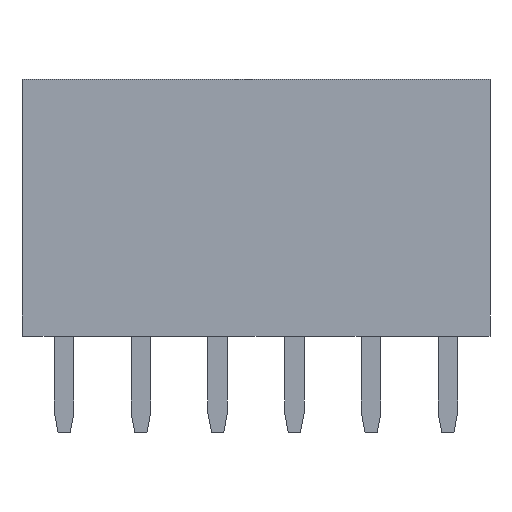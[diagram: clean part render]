
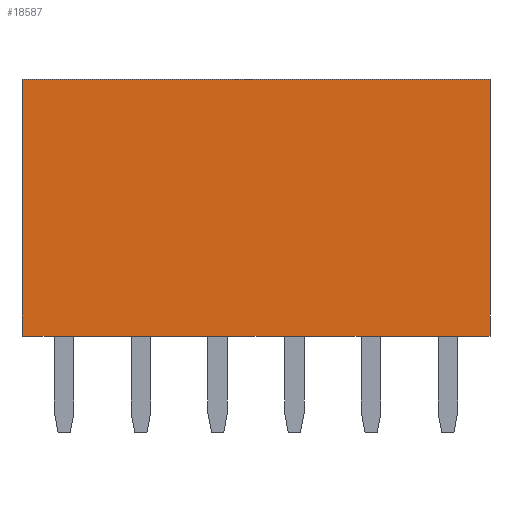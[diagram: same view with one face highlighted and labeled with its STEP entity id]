
A CAD part, front view. The second image highlights one B-rep face of the part: STEP entity #18587.
In plain terms, the highlighted planar face has unit normal (0, -1, 0).
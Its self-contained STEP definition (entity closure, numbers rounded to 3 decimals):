
#8099 = PLANE('',#8100);
#8100 = AXIS2_PLACEMENT_3D('',#8101,#8102,#8103);
#8101 = CARTESIAN_POINT('',(-7.745,-1.013,0.));
#8102 = DIRECTION('',(0.,0.,-1.));
#8103 = DIRECTION('',(0.,1.,0.));
#8392 = PLANE('',#8393);
#8393 = AXIS2_PLACEMENT_3D('',#8394,#8395,#8396);
#8394 = CARTESIAN_POINT('',(-7.745,0.,8.5));
#8395 = DIRECTION('',(0.,0.,1.));
#8396 = DIRECTION('',(0.,-1.,0.));
#9475 = PLANE('',#9476);
#9476 = AXIS2_PLACEMENT_3D('',#9477,#9478,#9479);
#9477 = CARTESIAN_POINT('',(7.745,0.,4.101));
#9478 = DIRECTION('',(1.,0.,0.));
#9479 = DIRECTION('',(0.,1.,0.));
#10062 = VERTEX_POINT('',#10063);
#10063 = CARTESIAN_POINT('',(7.745,-1.25,0.));
#10084 = EDGE_CURVE('',#10085,#10062,#10087,.T.);
#10085 = VERTEX_POINT('',#10086);
#10086 = CARTESIAN_POINT('',(-7.745,-1.25,0.));
#10087 = SURFACE_CURVE('',#10088,(#10092,#10099),.PCURVE_S1.);
#10088 = LINE('',#10089,#10090);
#10089 = CARTESIAN_POINT('',(-7.745,-1.25,0.));
#10090 = VECTOR('',#10091,1.);
#10091 = DIRECTION('',(1.,0.,0.));
#10092 = PCURVE('',#8099,#10093);
#10093 = DEFINITIONAL_REPRESENTATION('',(#10094),#10098);
#10094 = LINE('',#10095,#10096);
#10095 = CARTESIAN_POINT('',(-0.238,0.));
#10096 = VECTOR('',#10097,1.);
#10097 = DIRECTION('',(0.,1.));
#10098 = ( GEOMETRIC_REPRESENTATION_CONTEXT(2) 
PARAMETRIC_REPRESENTATION_CONTEXT() REPRESENTATION_CONTEXT('2D SPACE',''
  ) );
#10099 = PCURVE('',#10100,#10105);
#10100 = PLANE('',#10101);
#10101 = AXIS2_PLACEMENT_3D('',#10102,#10103,#10104);
#10102 = CARTESIAN_POINT('',(-7.745,-1.25,4.25));
#10103 = DIRECTION('',(0.,-1.,0.));
#10104 = DIRECTION('',(0.,0.,-1.));
#10105 = DEFINITIONAL_REPRESENTATION('',(#10106),#10110);
#10106 = LINE('',#10107,#10108);
#10107 = CARTESIAN_POINT('',(4.25,0.));
#10108 = VECTOR('',#10109,1.);
#10109 = DIRECTION('',(0.,1.));
#10110 = ( GEOMETRIC_REPRESENTATION_CONTEXT(2) 
PARAMETRIC_REPRESENTATION_CONTEXT() REPRESENTATION_CONTEXT('2D SPACE',''
  ) );
#10128 = PLANE('',#10129);
#10129 = AXIS2_PLACEMENT_3D('',#10130,#10131,#10132);
#10130 = CARTESIAN_POINT('',(-7.745,0.,4.101)
  );
#10131 = DIRECTION('',(1.,0.,0.));
#10132 = DIRECTION('',(0.,1.,0.));
#17993 = VERTEX_POINT('',#17994);
#17994 = CARTESIAN_POINT('',(7.745,-1.25,8.5));
#18046 = VERTEX_POINT('',#18047);
#18047 = CARTESIAN_POINT('',(-7.745,-1.25,8.5));
#18068 = EDGE_CURVE('',#18046,#17993,#18069,.T.);
#18069 = SURFACE_CURVE('',#18070,(#18074,#18081),.PCURVE_S1.);
#18070 = LINE('',#18071,#18072);
#18071 = CARTESIAN_POINT('',(-7.745,-1.25,8.5));
#18072 = VECTOR('',#18073,1.);
#18073 = DIRECTION('',(1.,0.,0.));
#18074 = PCURVE('',#8392,#18075);
#18075 = DEFINITIONAL_REPRESENTATION('',(#18076),#18080);
#18076 = LINE('',#18077,#18078);
#18077 = CARTESIAN_POINT('',(1.25,0.));
#18078 = VECTOR('',#18079,1.);
#18079 = DIRECTION('',(0.,1.));
#18080 = ( GEOMETRIC_REPRESENTATION_CONTEXT(2) 
PARAMETRIC_REPRESENTATION_CONTEXT() REPRESENTATION_CONTEXT('2D SPACE',''
  ) );
#18081 = PCURVE('',#10100,#18082);
#18082 = DEFINITIONAL_REPRESENTATION('',(#18083),#18087);
#18083 = LINE('',#18084,#18085);
#18084 = CARTESIAN_POINT('',(-4.25,0.));
#18085 = VECTOR('',#18086,1.);
#18086 = DIRECTION('',(0.,1.));
#18087 = ( GEOMETRIC_REPRESENTATION_CONTEXT(2) 
PARAMETRIC_REPRESENTATION_CONTEXT() REPRESENTATION_CONTEXT('2D SPACE',''
  ) );
#18587 = ADVANCED_FACE('',(#18588),#10100,.T.);
#18588 = FACE_BOUND('',#18589,.T.);
#18589 = EDGE_LOOP('',(#18590,#18611,#18612,#18633));
#18590 = ORIENTED_EDGE('',*,*,#18591,.T.);
#18591 = EDGE_CURVE('',#10062,#17993,#18592,.T.);
#18592 = SURFACE_CURVE('',#18593,(#18597,#18604),.PCURVE_S1.);
#18593 = LINE('',#18594,#18595);
#18594 = CARTESIAN_POINT('',(7.745,-1.25,0.));
#18595 = VECTOR('',#18596,1.);
#18596 = DIRECTION('',(0.,0.,1.));
#18597 = PCURVE('',#10100,#18598);
#18598 = DEFINITIONAL_REPRESENTATION('',(#18599),#18603);
#18599 = LINE('',#18600,#18601);
#18600 = CARTESIAN_POINT('',(4.25,15.49));
#18601 = VECTOR('',#18602,1.);
#18602 = DIRECTION('',(-1.,0.));
#18603 = ( GEOMETRIC_REPRESENTATION_CONTEXT(2) 
PARAMETRIC_REPRESENTATION_CONTEXT() REPRESENTATION_CONTEXT('2D SPACE',''
  ) );
#18604 = PCURVE('',#9475,#18605);
#18605 = DEFINITIONAL_REPRESENTATION('',(#18606),#18610);
#18606 = LINE('',#18607,#18608);
#18607 = CARTESIAN_POINT('',(-1.25,-4.101));
#18608 = VECTOR('',#18609,1.);
#18609 = DIRECTION('',(0.,1.));
#18610 = ( GEOMETRIC_REPRESENTATION_CONTEXT(2) 
PARAMETRIC_REPRESENTATION_CONTEXT() REPRESENTATION_CONTEXT('2D SPACE',''
  ) );
#18611 = ORIENTED_EDGE('',*,*,#18068,.F.);
#18612 = ORIENTED_EDGE('',*,*,#18613,.F.);
#18613 = EDGE_CURVE('',#10085,#18046,#18614,.T.);
#18614 = SURFACE_CURVE('',#18615,(#18619,#18626),.PCURVE_S1.);
#18615 = LINE('',#18616,#18617);
#18616 = CARTESIAN_POINT('',(-7.745,-1.25,0.));
#18617 = VECTOR('',#18618,1.);
#18618 = DIRECTION('',(0.,0.,1.));
#18619 = PCURVE('',#10100,#18620);
#18620 = DEFINITIONAL_REPRESENTATION('',(#18621),#18625);
#18621 = LINE('',#18622,#18623);
#18622 = CARTESIAN_POINT('',(4.25,0.));
#18623 = VECTOR('',#18624,1.);
#18624 = DIRECTION('',(-1.,0.));
#18625 = ( GEOMETRIC_REPRESENTATION_CONTEXT(2) 
PARAMETRIC_REPRESENTATION_CONTEXT() REPRESENTATION_CONTEXT('2D SPACE',''
  ) );
#18626 = PCURVE('',#10128,#18627);
#18627 = DEFINITIONAL_REPRESENTATION('',(#18628),#18632);
#18628 = LINE('',#18629,#18630);
#18629 = CARTESIAN_POINT('',(-1.25,-4.101));
#18630 = VECTOR('',#18631,1.);
#18631 = DIRECTION('',(0.,1.));
#18632 = ( GEOMETRIC_REPRESENTATION_CONTEXT(2) 
PARAMETRIC_REPRESENTATION_CONTEXT() REPRESENTATION_CONTEXT('2D SPACE',''
  ) );
#18633 = ORIENTED_EDGE('',*,*,#10084,.T.);
